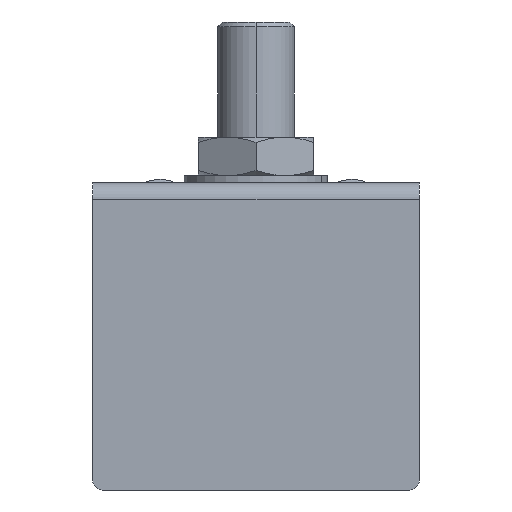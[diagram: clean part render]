
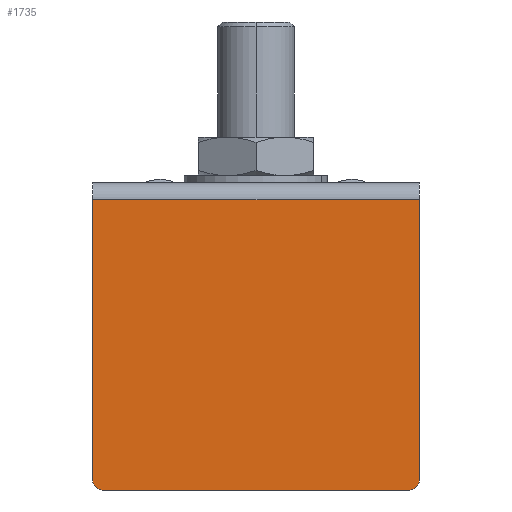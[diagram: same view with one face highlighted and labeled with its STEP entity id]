
A CAD part, left-side view. The second image highlights one B-rep face of the part: STEP entity #1735.
In plain terms, the highlighted planar face has unit normal (-1, 0, 0).
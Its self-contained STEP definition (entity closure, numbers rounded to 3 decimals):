
#39 = EDGE_CURVE ( 'NONE', #2793, #2081, #2467, .T. ) ;
#68 = AXIS2_PLACEMENT_3D ( 'NONE', #1141, #2408, #2447 ) ;
#251 = EDGE_CURVE ( 'NONE', #2793, #4237, #1685, .T. ) ;
#341 = LINE ( 'NONE', #1689, #4000 ) ;
#363 = CARTESIAN_POINT ( 'NONE',  ( -82.5, 34., 41.5 ) ) ;
#380 = EDGE_CURVE ( 'NONE', #2211, #1647, #3459, .T. ) ;
#435 = EDGE_CURVE ( 'NONE', #2211, #2081, #1949, .T. ) ;
#492 = VECTOR ( 'NONE', #3294, 1000. ) ;
#497 = FACE_OUTER_BOUND ( 'NONE', #2327, .T. ) ;
#516 = DIRECTION ( 'NONE',  ( -1., 0., 0. ) ) ;
#789 = ORIENTED_EDGE ( 'NONE', *, *, #2362, .T. ) ;
#974 = ORIENTED_EDGE ( 'NONE', *, *, #39, .F. ) ;
#1018 = DIRECTION ( 'NONE',  ( 0., 0., 1. ) ) ;
#1141 = CARTESIAN_POINT ( 'NONE',  ( -82.5, -27.5, 0. ) ) ;
#1151 = ORIENTED_EDGE ( 'NONE', *, *, #435, .T. ) ;
#1179 = CARTESIAN_POINT ( 'NONE',  ( -82.5, 34., -17. ) ) ;
#1271 = VECTOR ( 'NONE', #4239, 1000. ) ;
#1349 = LINE ( 'NONE', #1957, #492 ) ;
#1460 = DIRECTION ( 'NONE',  ( 0., 0., 1. ) ) ;
#1475 = CARTESIAN_POINT ( 'NONE',  ( -82.5, 32., -19. ) ) ;
#1647 = VERTEX_POINT ( 'NONE', #363 ) ;
#1685 = CIRCLE ( 'NONE', #2603, 2. ) ;
#1689 = CARTESIAN_POINT ( 'NONE',  ( -82.5, -34., 0. ) ) ;
#1735 = ADVANCED_FACE ( 'NONE', ( #497 ), #2766, .T. ) ;
#1830 = DIRECTION ( 'NONE',  ( 0., 0., 1. ) ) ;
#1884 = AXIS2_PLACEMENT_3D ( 'NONE', #2879, #516, #1830 ) ;
#1949 = CIRCLE ( 'NONE', #1884, 2. ) ;
#1957 = CARTESIAN_POINT ( 'NONE',  ( -82.5, -27.5, 41.5 ) ) ;
#2081 = VERTEX_POINT ( 'NONE', #1475 ) ;
#2114 = CARTESIAN_POINT ( 'NONE',  ( -82.5, -34., 41.5 ) ) ;
#2211 = VERTEX_POINT ( 'NONE', #1179 ) ;
#2327 = EDGE_LOOP ( 'NONE', ( #974, #2618, #3632, #789, #2596, #1151 ) ) ;
#2362 = EDGE_CURVE ( 'NONE', #3952, #1647, #1349, .T. ) ;
#2373 = VECTOR ( 'NONE', #1460, 1000. ) ;
#2390 = DIRECTION ( 'NONE',  ( 0., 0., 1. ) ) ;
#2408 = DIRECTION ( 'NONE',  ( -1., 0., 0. ) ) ;
#2414 = DIRECTION ( 'NONE',  ( -1., 0., 0. ) ) ;
#2433 = CARTESIAN_POINT ( 'NONE',  ( -82.5, 34., 0. ) ) ;
#2434 = EDGE_CURVE ( 'NONE', #4237, #3952, #341, .T. ) ;
#2447 = DIRECTION ( 'NONE',  ( 0., 0., 1. ) ) ;
#2467 = LINE ( 'NONE', #3801, #1271 ) ;
#2596 = ORIENTED_EDGE ( 'NONE', *, *, #380, .F. ) ;
#2603 = AXIS2_PLACEMENT_3D ( 'NONE', #4019, #2414, #1018 ) ;
#2618 = ORIENTED_EDGE ( 'NONE', *, *, #251, .T. ) ;
#2766 = PLANE ( 'NONE',  #68 ) ;
#2793 = VERTEX_POINT ( 'NONE', #4295 ) ;
#2879 = CARTESIAN_POINT ( 'NONE',  ( -82.5, 32., -17. ) ) ;
#3294 = DIRECTION ( 'NONE',  ( 0., 1., 0. ) ) ;
#3459 = LINE ( 'NONE', #2433, #2373 ) ;
#3632 = ORIENTED_EDGE ( 'NONE', *, *, #2434, .T. ) ;
#3801 = CARTESIAN_POINT ( 'NONE',  ( -82.5, -27.5, -19. ) ) ;
#3822 = CARTESIAN_POINT ( 'NONE',  ( -82.5, -34., -17. ) ) ;
#3952 = VERTEX_POINT ( 'NONE', #2114 ) ;
#4000 = VECTOR ( 'NONE', #2390, 1000. ) ;
#4019 = CARTESIAN_POINT ( 'NONE',  ( -82.5, -32., -17. ) ) ;
#4237 = VERTEX_POINT ( 'NONE', #3822 ) ;
#4239 = DIRECTION ( 'NONE',  ( 0., 1., 0. ) ) ;
#4295 = CARTESIAN_POINT ( 'NONE',  ( -82.5, -32., -19. ) ) ;
